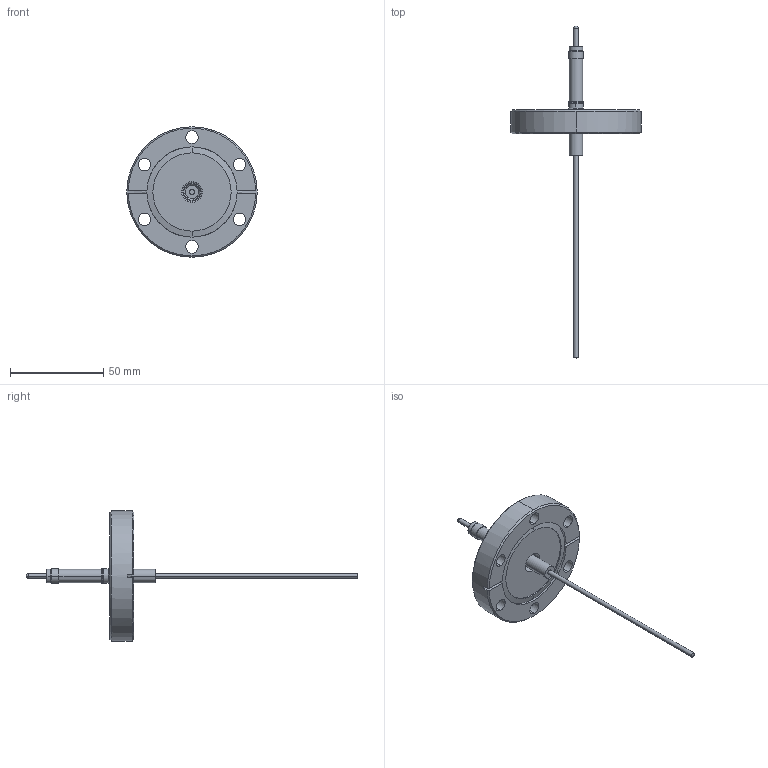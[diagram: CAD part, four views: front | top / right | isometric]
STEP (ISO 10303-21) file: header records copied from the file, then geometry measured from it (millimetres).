
FILE_DESCRIPTION (( 'STEP AP203' ), '1' );
FILE_NAME ('A5980-1-CF.STEP', '2013-06-18T11:09:30', ( '' ), ( '' ), 'SwSTEP 2.0', 'SolidWorks 2012', '' );
FILE_SCHEMA (( 'CONFIG_CONTROL_DESIGN' ));
Length unit declared in the file: inch
Products named in the file (1): A5980-1-CF
Bounding box: 69.85 x 177.8 x 69.85 mm (x, y, z)
Volume: 45292.6 mm3; surface area: 15671.5 mm2
Topology: 1 solids, 1 shells, 103 faces, 236 edges, 146 vertices
Faces by surface type: cylinder 51, cone 25, plane 23, torus 4
Entity records: 3043 total; most frequent: DIRECTION 570, CARTESIAN_POINT 516, ORIENTED_EDGE 472, AXIS2_PLACEMENT_3D 240, EDGE_CURVE 236, VERTEX_POINT 146, CIRCLE 136, EDGE_LOOP 126
